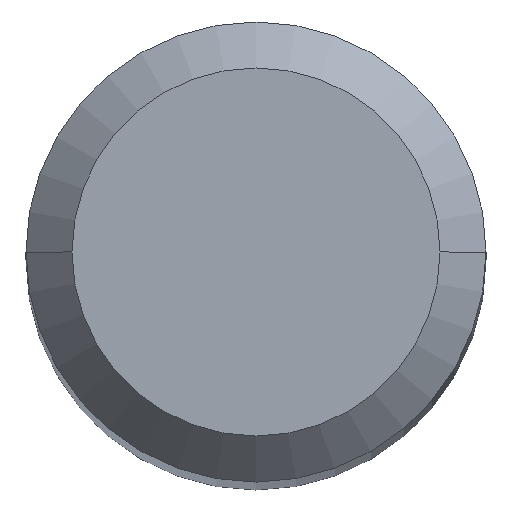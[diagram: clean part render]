
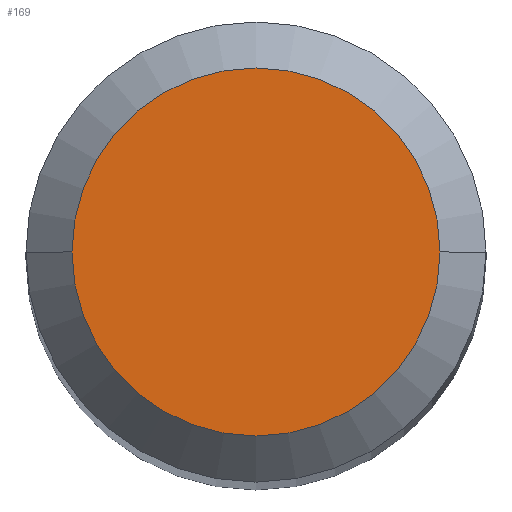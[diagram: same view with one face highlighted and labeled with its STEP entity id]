
A CAD part, top view. The second image highlights one B-rep face of the part: STEP entity #169.
In plain terms, the highlighted planar face has unit normal (0, 0, 1).
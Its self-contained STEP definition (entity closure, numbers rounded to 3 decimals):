
#1 = DIRECTION ( 'NONE',  ( 0., 0., 1. ) ) ;
#3 = PLANE ( 'NONE',  #202 ) ;
#5 = DIRECTION ( 'NONE',  ( 1., 0., 0. ) ) ;
#20 = DIRECTION ( 'NONE',  ( 0., 0., 1. ) ) ;
#23 = AXIS2_PLACEMENT_3D ( 'NONE', #31, #1, #122 ) ;
#31 = CARTESIAN_POINT ( 'NONE',  ( 0., 0., 20. ) ) ;
#38 = EDGE_LOOP ( 'NONE', ( #172, #199 ) ) ;
#42 = VERTEX_POINT ( 'NONE', #138 ) ;
#50 = DIRECTION ( 'NONE',  ( 1., 0., 0. ) ) ;
#68 = AXIS2_PLACEMENT_3D ( 'NONE', #69, #213, #50 ) ;
#69 = CARTESIAN_POINT ( 'NONE',  ( 0., 0., 20. ) ) ;
#92 = FACE_OUTER_BOUND ( 'NONE', #38, .T. ) ;
#115 = VERTEX_POINT ( 'NONE', #211 ) ;
#122 = DIRECTION ( 'NONE',  ( 1., 0., 0. ) ) ;
#123 = CARTESIAN_POINT ( 'NONE',  ( 0., 0., 20. ) ) ;
#129 = CIRCLE ( 'NONE', #68, 0.8 ) ;
#138 = CARTESIAN_POINT ( 'NONE',  ( -0.8, 0., 20. ) ) ;
#169 = ADVANCED_FACE ( 'NONE', ( #92 ), #3, .T. ) ;
#172 = ORIENTED_EDGE ( 'NONE', *, *, #185, .T. ) ;
#176 = EDGE_CURVE ( 'NONE', #115, #42, #129, .T. ) ;
#185 = EDGE_CURVE ( 'NONE', #42, #115, #208, .T. ) ;
#199 = ORIENTED_EDGE ( 'NONE', *, *, #176, .T. ) ;
#202 = AXIS2_PLACEMENT_3D ( 'NONE', #123, #20, #5 ) ;
#208 = CIRCLE ( 'NONE', #23, 0.8 ) ;
#211 = CARTESIAN_POINT ( 'NONE',  ( 0.8, 0., 20. ) ) ;
#213 = DIRECTION ( 'NONE',  ( 0., 0., 1. ) ) ;
